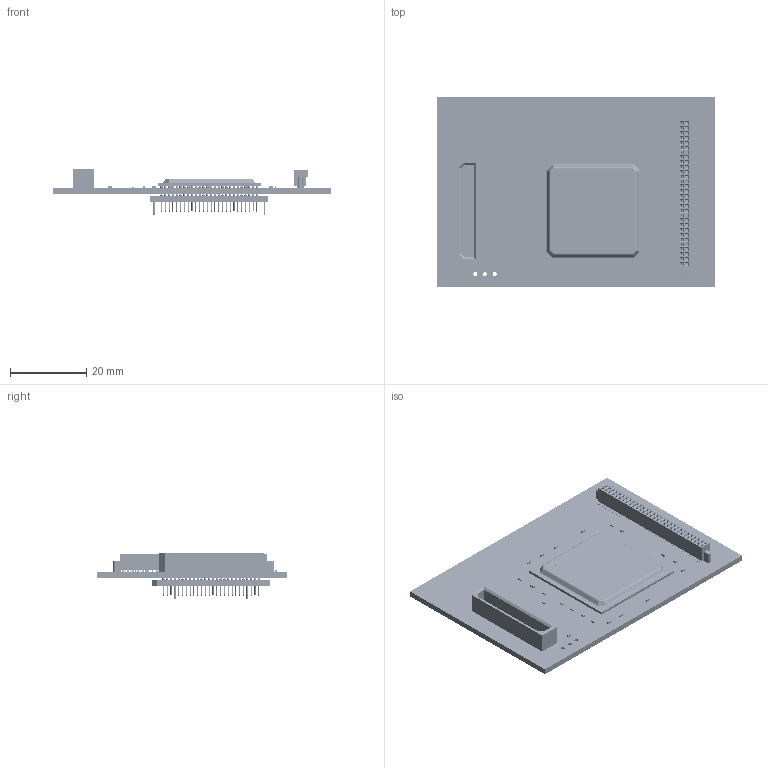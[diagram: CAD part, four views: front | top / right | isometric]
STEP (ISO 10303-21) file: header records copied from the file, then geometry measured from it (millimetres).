
FILE_DESCRIPTION(/* description */ (''),/* implementation_level */ '2;1');
FILE_NAME(/* name */ 'LFK77CDBGZWA.stp',/* time_stamp */ '2016-10-12T16:07:28-04:00',/* author */ ('B17677'),/* organization */ (''),/* preprocessor_version */ 'ST-DEVELOPER v16.1',/* originating_system */ 'AutoCAD Mechanical',/* authorisation */ '');
FILE_SCHEMA (('AUTOMOTIVE_DESIGN { 1 0 10303 214 3 1 1 }'));
Products named in the file (15): ROUND_3; ROUND_144; RECTANGLE_152; RECTANGLE_153; RECTANGLE_174; RECTANGLE_178; CDC 2483; AI 8456; CC0402KRX7R9BB103; PPC5674FMVY264; ASP-148422-01; SFM-130-02-S-D; ERJ-2GEJ103X; EMK105BJ104KV-F; Product
Assembly tree (1136 placements, depth 3):
  Product
    CDC 2483
      ROUND_3  x6
      ROUND_144  x932
      RECTANGLE_152  x27
      RECTANGLE_153  x32
      RECTANGLE_174  x60
      RECTANGLE_178  x50
    PPC5674FMVY264
    AI 8456
    ASP-148422-01
    SFM-130-02-S-D
    ERJ-2GEJ103X  x8
    CC0402KRX7R9BB103  x15
    EMK105BJ104KV-F
Bounding box: 73 x 50 x 12.2 mm (x, y, z)
Volume: 9324.1 mm3; surface area: 16885.1 mm2
Topology: 1072 solids, 3280 shells, 6615 faces, 23650 edges, 19134 vertices
Faces by surface type: plane 4339, sphere 1351, cylinder 904, bspline 21
Full cylindrical faces by diameter (mm): 0.28 x416, 0.46 x3, 0.838 x2, 1 x1, 1.067 x3, 1.32 x1, 1.524 x2
Entity records: 206656 total; most frequent: CARTESIAN_POINT 39858, DIRECTION 32872, ORIENTED_EDGE 23134, EDGE_CURVE 16628, VERTEX_POINT 15331, LINE 14282, VECTOR 14282, AXIS2_PLACEMENT_3D 9295
